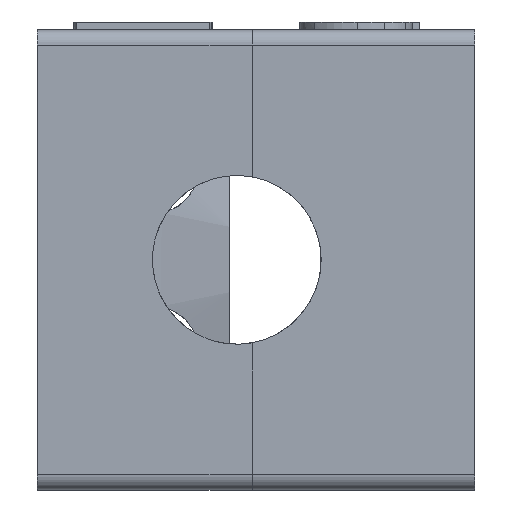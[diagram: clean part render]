
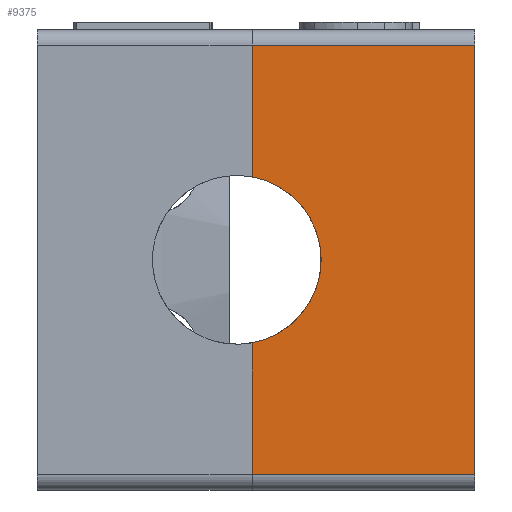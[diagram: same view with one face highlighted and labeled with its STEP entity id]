
A CAD part, left-side view. The second image highlights one B-rep face of the part: STEP entity #9375.
In plain terms, the highlighted planar face has unit normal (-1, 0, 0).
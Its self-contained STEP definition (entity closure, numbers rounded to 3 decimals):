
#826=PLANE('',#9927);
#1115=FACE_OUTER_BOUND('',#1635,.T.);
#1635=EDGE_LOOP('',(#6994,#6995,#6996,#6997,#6998,#6999));
#2320=LINE('',#13349,#3190);
#2321=LINE('',#13352,#3191);
#2322=LINE('',#13354,#3192);
#2323=LINE('',#13356,#3193);
#2324=LINE('',#13359,#3194);
#3190=VECTOR('',#10801,10.);
#3191=VECTOR('',#10804,10.);
#3192=VECTOR('',#10805,10.);
#3193=VECTOR('',#10806,10.);
#3194=VECTOR('',#10809,10.);
#3881=CIRCLE('',#9928,5.5);
#4228=VERTEX_POINT('',#13342);
#4231=VERTEX_POINT('',#13347);
#4232=VERTEX_POINT('',#13351);
#4233=VERTEX_POINT('',#13353);
#4234=VERTEX_POINT('',#13355);
#4235=VERTEX_POINT('',#13357);
#5297=EDGE_CURVE('',#4231,#4228,#2320,.T.);
#5298=EDGE_CURVE('',#4232,#4231,#2321,.T.);
#5299=EDGE_CURVE('',#4233,#4232,#2322,.T.);
#5300=EDGE_CURVE('',#4234,#4233,#2323,.T.);
#5301=EDGE_CURVE('',#4234,#4235,#3881,.T.);
#5302=EDGE_CURVE('',#4228,#4235,#2324,.T.);
#6994=ORIENTED_EDGE('',*,*,#5297,.F.);
#6995=ORIENTED_EDGE('',*,*,#5298,.F.);
#6996=ORIENTED_EDGE('',*,*,#5299,.F.);
#6997=ORIENTED_EDGE('',*,*,#5300,.F.);
#6998=ORIENTED_EDGE('',*,*,#5301,.T.);
#6999=ORIENTED_EDGE('',*,*,#5302,.F.);
#9375=ADVANCED_FACE('',(#1115),#826,.T.);
#9927=AXIS2_PLACEMENT_3D('',#13350,#10802,#10803);
#9928=AXIS2_PLACEMENT_3D('',#13358,#10807,#10808);
#10801=DIRECTION('',(0.,1.,0.));
#10802=DIRECTION('center_axis',(-1.,0.,0.));
#10803=DIRECTION('ref_axis',(0.,0.,1.));
#10804=DIRECTION('',(0.,0.,-1.));
#10805=DIRECTION('',(0.,-1.,0.));
#10806=DIRECTION('',(0.,0.,1.));
#10807=DIRECTION('center_axis',(1.,0.,0.));
#10808=DIRECTION('ref_axis',(0.,0.,1.));
#10809=DIRECTION('',(0.,0.,1.));
#13342=CARTESIAN_POINT('',(-50.,11.5,-14.));
#13347=CARTESIAN_POINT('',(-50.,-3.,-14.));
#13349=CARTESIAN_POINT('',(-50.,0.,-14.));
#13350=CARTESIAN_POINT('Origin',(-50.,0.,-15.));
#13351=CARTESIAN_POINT('',(-50.,-3.,14.));
#13352=CARTESIAN_POINT('',(-50.,-3.,-15.));
#13353=CARTESIAN_POINT('',(-50.,11.5,14.));
#13354=CARTESIAN_POINT('',(-50.,0.,14.));
#13355=CARTESIAN_POINT('',(-50.,11.5,5.408));
#13356=CARTESIAN_POINT('',(-50.,11.5,-15.));
#13357=CARTESIAN_POINT('',(-50.,11.5,-5.408));
#13358=CARTESIAN_POINT('Origin',(-50.,12.5,0.));
#13359=CARTESIAN_POINT('',(-50.,11.5,-15.));
